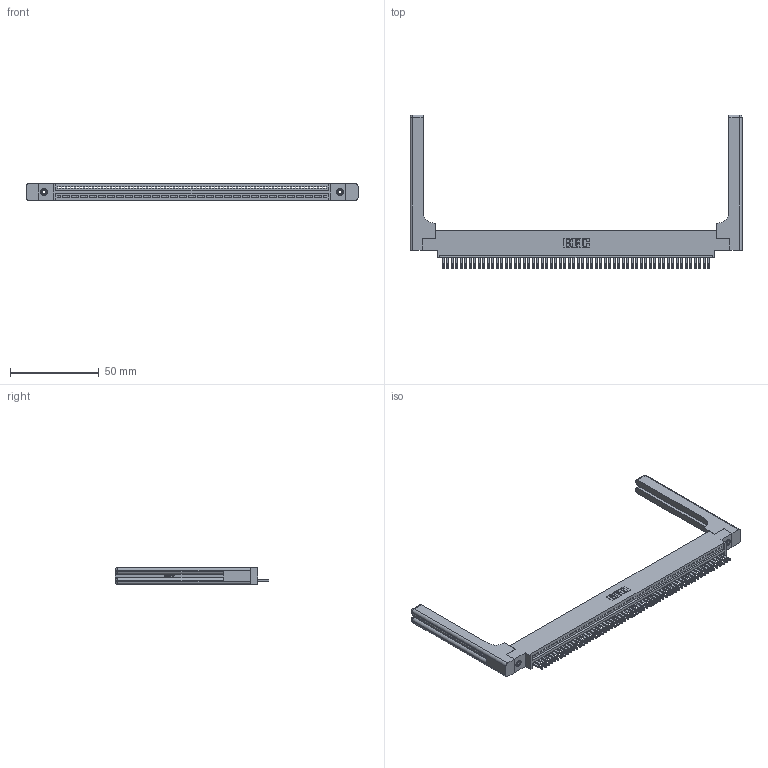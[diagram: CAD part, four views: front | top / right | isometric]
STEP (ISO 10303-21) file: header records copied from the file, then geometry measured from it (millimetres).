
FILE_DESCRIPTION (( 'STEP AP203' ), '1' );
FILE_NAME ('345-060-500-658.STEP', '2019-10-10T21:30:17', ( '' ), ( '' ), 'SwSTEP 2.0', 'SolidWorks 2016', '' );
FILE_SCHEMA (( 'CONFIG_CONTROL_DESIGN' ));
Length unit declared in the file: inch
Products named in the file (5): 345 Part_0.170 Offset - 0.156 Dia-TH; 345-292-001_345-293-100; 345-060-500-658; 345-250-001_345-250-001-102; 345-220-058_345-220-058
Assembly tree (65 placements, depth 2):
  345-060-500-658
    345 Part_0.170 Offset - 0.156 Dia-TH
    345-292-001_345-293-100  x60
    345-250-001_345-250-001-102  x2
    345-220-058_345-220-058  x2
Bounding box: 187.43 x 86.79 x 9.4 mm (x, y, z)
Volume: 26378.1 mm3; surface area: 29563.3 mm2
Topology: 65 solids, 65 shells, 3626 faces, 11099 edges, 7378 vertices
Faces by surface type: plane 2272, cylinder 1294, bspline 36, cone 12, sphere 8, torus 4
Entity records: 47978 total; most frequent: CARTESIAN_POINT 9281, ORIENTED_EDGE 8072, DIRECTION 7028, EDGE_CURVE 4036, VECTOR 3568, LINE 3568, VERTEX_POINT 2682, AXIS2_PLACEMENT_3D 1730
